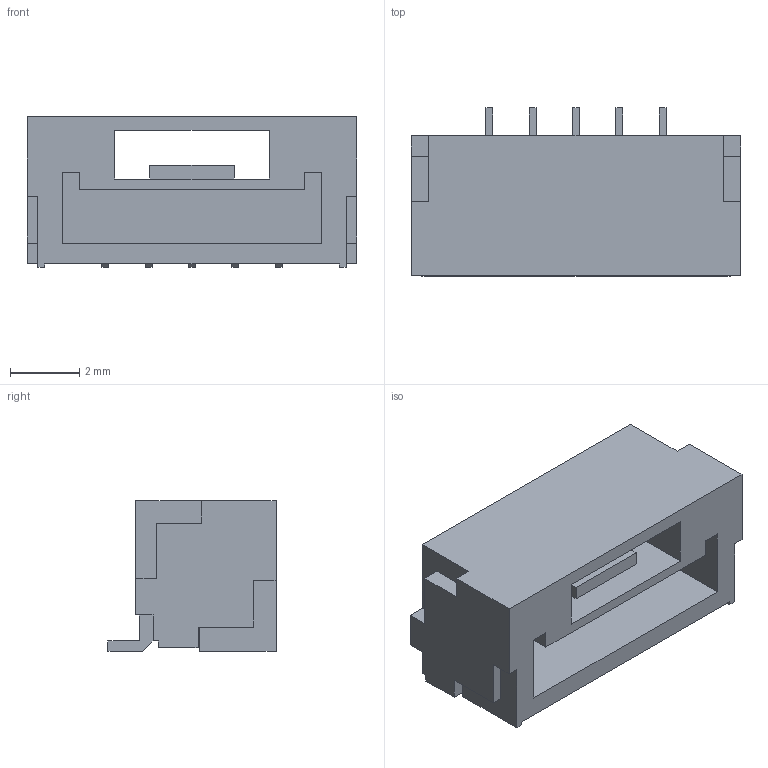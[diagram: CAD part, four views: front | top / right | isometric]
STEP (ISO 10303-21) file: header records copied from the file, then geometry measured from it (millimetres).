
FILE_DESCRIPTION(('FreeCAD Model'),'2;1');
FILE_NAME('JST_GH_SM05B-GHS-TB_05x1.25mm_Angled.STEP','2016-03-29T10:33:53',( 'Author'),(''),'Open CASCADE STEP processor 6.8','FreeCAD','Unknown' );
FILE_SCHEMA(('AUTOMOTIVE_DESIGN_CC2 { 1 2 10303 214 -1 1 5 4 }'));
Length unit declared in the file: millimetre
Products named in the file (1): SM05B-GHS
Bounding box: 9.5 x 4.85 x 4.35 mm (x, y, z)
Volume: 100.1 mm3; surface area: 291.2 mm2
Topology: 1 solids, 1 shells, 96 faces, 264 edges, 172 vertices
Faces by surface type: plane 96
Entity records: 7093 total; most frequent: CARTESIAN_POINT 1061, DIRECTION 986, LINE 792, VECTOR 792, ORIENTED_EDGE 528, PCURVE 528, DEFINITIONAL_REPRESENTATION 528, EDGE_CURVE 264
